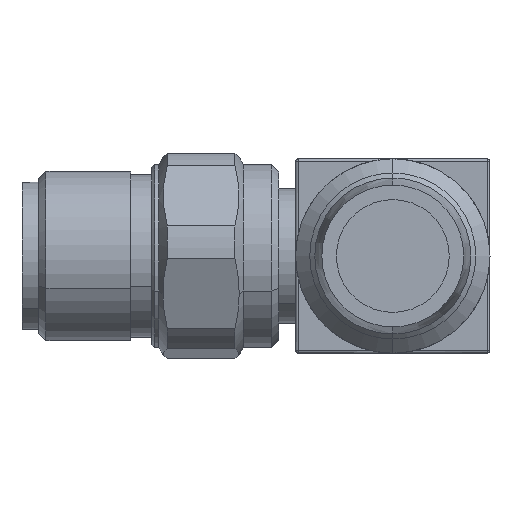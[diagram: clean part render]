
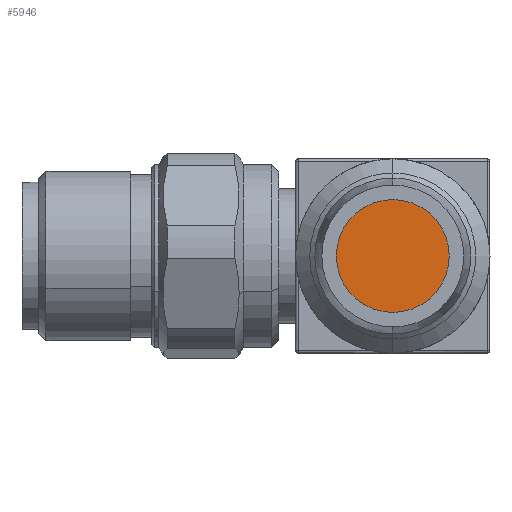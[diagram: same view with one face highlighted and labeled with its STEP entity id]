
A CAD part, front view. The second image highlights one B-rep face of the part: STEP entity #5946.
In plain terms, the highlighted planar face has unit normal (0, -1, 0).
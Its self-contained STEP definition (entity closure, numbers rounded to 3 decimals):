
#1502=CARTESIAN_POINT('',(31.058,-115.343,
-47.612));
#1503=DIRECTION('',(0.,-1.,0.));
#1504=DIRECTION('',(1.,0.,0.));
#1505=AXIS2_PLACEMENT_3D('',#1502,#1503,#1504);
#1507=CARTESIAN_POINT('',(31.058,-115.343,
-47.612));
#1508=DIRECTION('',(0.,-1.,0.));
#1509=DIRECTION('',(-1.,0.,0.));
#1510=AXIS2_PLACEMENT_3D('',#1507,#1508,#1509);
#3231=CARTESIAN_POINT('',(35.058,-115.343,
-47.612));
#3232=VERTEX_POINT('',#3231);
#3233=CARTESIAN_POINT('',(27.058,-115.343,
-47.612));
#3234=VERTEX_POINT('',#3233);
#5937=CARTESIAN_POINT('',(31.058,-115.343,
-47.612));
#5938=DIRECTION('',(0.,1.,0.));
#5939=DIRECTION('',(1.,0.,0.));
#5940=AXIS2_PLACEMENT_3D('',#5937,#5938,#5939);
#5941=PLANE('',#5940);
#5942=ORIENTED_EDGE('',*,*,#5917,.F.);
#5943=ORIENTED_EDGE('',*,*,#5931,.F.);
#5944=EDGE_LOOP('',(#5942,#5943));
#5945=FACE_OUTER_BOUND('',#5944,.F.);
#1506=CIRCLE('',#1505,4.);
#1511=CIRCLE('',#1510,4.);
#5917=EDGE_CURVE('',#3232,#3234,#1506,.T.);
#5931=EDGE_CURVE('',#3234,#3232,#1511,.T.);
#5946=ADVANCED_FACE('',(#5945),#5941,.F.);
